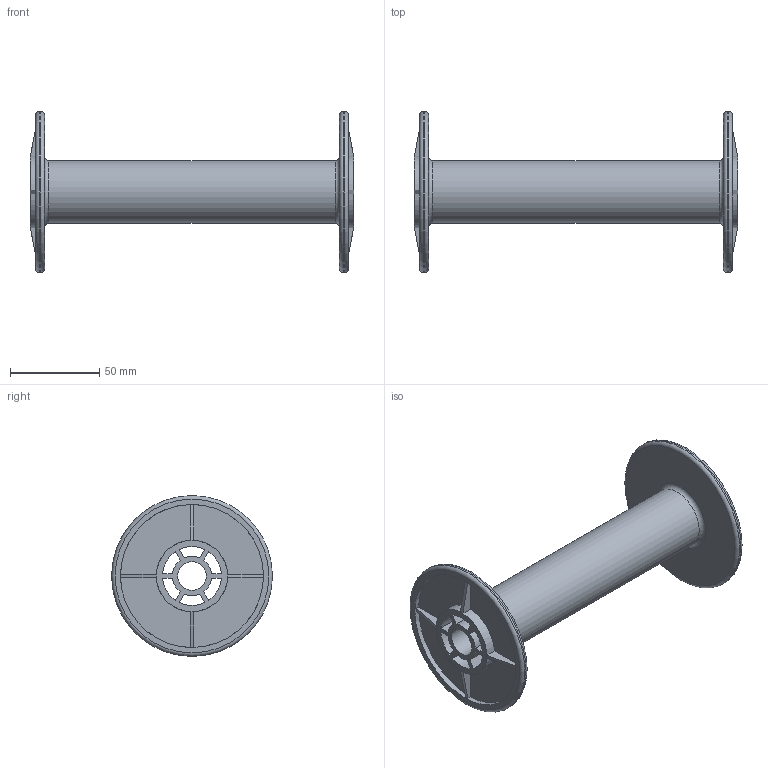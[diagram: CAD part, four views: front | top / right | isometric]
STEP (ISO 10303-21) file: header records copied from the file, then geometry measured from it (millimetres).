
FILE_DESCRIPTION(/* description */ (''),/* implementation_level */ '2;1');
FILE_NAME(/* name */ 'Mono 170 .step',/* time_stamp */ '2019-03-25T10:45:34+05:00',/* author */ ('prathikkamathudupi'),/* organization */ (''),/* preprocessor_version */ 'ST-DEVELOPER v17.2',/* originating_system */ 'Autodesk Translation Framework v7.6.0.251',/* authorisation */ '');
FILE_SCHEMA (('AUTOMOTIVE_DESIGN { 1 0 10303 214 3 1 1 }'));
Length unit declared in the file: millimetre
Products named in the file (1): Mono 170
Bounding box: 181 x 90 x 90 mm (x, y, z)
Volume: 100465.6 mm3; surface area: 93202.4 mm2
Topology: 1 solids, 1 shells, 76 faces, 212 edges, 142 vertices
Faces by surface type: plane 42, cylinder 26, torus 6, cone 2
Full cylindrical faces by diameter (mm): 16 x1, 35 x1, 80 x2, 90 x2
Entity records: 2529 total; most frequent: CARTESIAN_POINT 463, DIRECTION 442, ORIENTED_EDGE 424, EDGE_CURVE 212, AXIS2_PLACEMENT_3D 169, VERTEX_POINT 142, LINE 104, VECTOR 104
